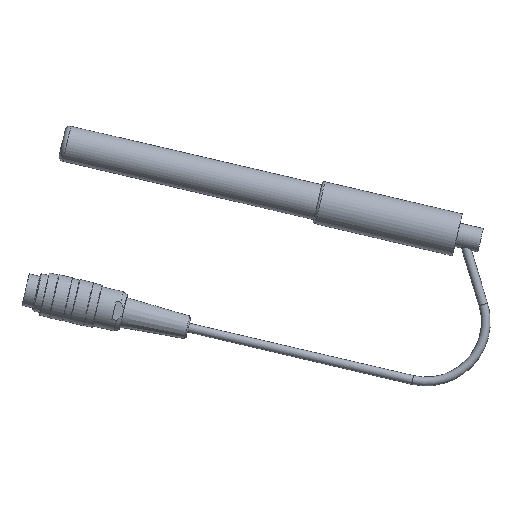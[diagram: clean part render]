
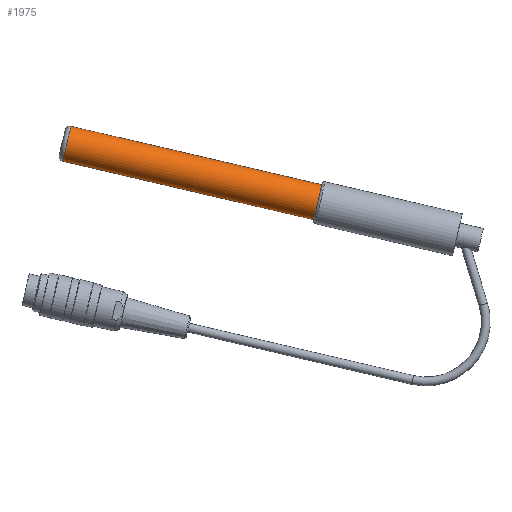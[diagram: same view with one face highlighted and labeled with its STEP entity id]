
A CAD part, top view. The second image highlights one B-rep face of the part: STEP entity #1975.
In plain terms, the highlighted cylindrical face has radius 7.5 mm (diameter 15 mm), a full revolution.
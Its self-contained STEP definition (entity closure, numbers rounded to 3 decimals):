
#388=FACE_BOUND('',#715,.T.);
#514=FACE_OUTER_BOUND('',#714,.T.);
#714=EDGE_LOOP('',(#1673));
#715=EDGE_LOOP('',(#1674));
#827=CIRCLE('',#2228,7.5);
#829=CIRCLE('',#2231,7.5);
#998=VERTEX_POINT('',#3889);
#1000=VERTEX_POINT('',#3894);
#1224=EDGE_CURVE('',#998,#998,#827,.T.);
#1226=EDGE_CURVE('',#1000,#1000,#829,.T.);
#1673=ORIENTED_EDGE('',*,*,#1226,.T.);
#1674=ORIENTED_EDGE('',*,*,#1224,.F.);
#1717=CYLINDRICAL_SURFACE('',#2230,7.5);
#1975=ADVANCED_FACE('',(#514,#388),#1717,.T.);
#2228=AXIS2_PLACEMENT_3D('',#3890,#2780,#2781);
#2230=AXIS2_PLACEMENT_3D('',#3893,#2784,#2785);
#2231=AXIS2_PLACEMENT_3D('',#3895,#2786,#2787);
#2780=DIRECTION('center_axis',(-0.974,0.227,0.));
#2781=DIRECTION('ref_axis',(0.,0.,1.));
#2784=DIRECTION('center_axis',(-0.974,0.227,0.));
#2785=DIRECTION('ref_axis',(0.,0.,
-1.));
#2786=DIRECTION('center_axis',(-0.974,0.227,0.));
#2787=DIRECTION('ref_axis',(0.227,0.974,0.));
#3889=CARTESIAN_POINT('',(-229.11,105.269,-0.947));
#3890=CARTESIAN_POINT('Origin',(-229.11,105.269,6.553));
#3893=CARTESIAN_POINT('Origin',(-148.283,86.404,6.553));
#3894=CARTESIAN_POINT('',(-65.508,67.083,-0.947));
#3895=CARTESIAN_POINT('Origin',(-65.508,67.083,6.553));
